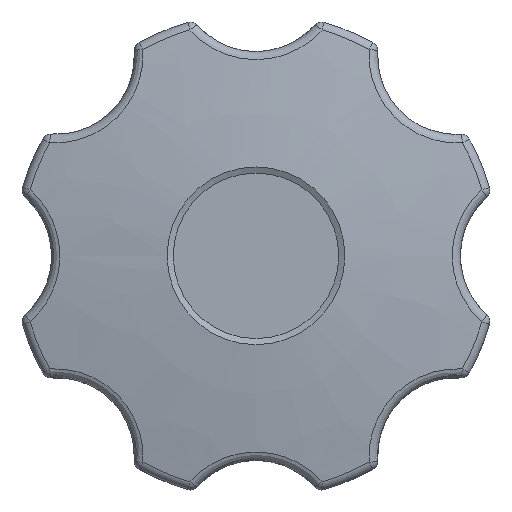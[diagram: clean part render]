
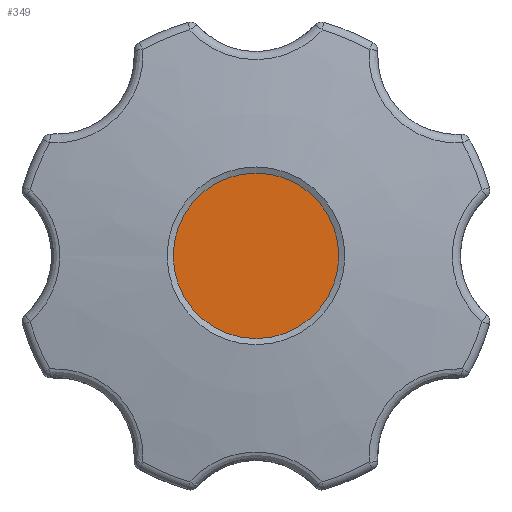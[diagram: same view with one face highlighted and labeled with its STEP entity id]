
A CAD part, top view. The second image highlights one B-rep face of the part: STEP entity #349.
In plain terms, the highlighted planar face has unit normal (0, 0, 1).
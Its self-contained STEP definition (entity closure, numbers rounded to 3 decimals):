
#349 = ADVANCED_FACE( '', ( #711 ), #712, .T. );
#711 = FACE_OUTER_BOUND( '', #2523, .T. );
#712 = PLANE( '', #2524 );
#2523 = EDGE_LOOP( '', ( #3340 ) );
#2524 = AXIS2_PLACEMENT_3D( '', #3341, #3342, #3343 );
#3340 = ORIENTED_EDGE( '', *, *, #3699, .T. );
#3341 = CARTESIAN_POINT( '', ( 0., 0., 16.5 ) );
#3342 = DIRECTION( '', ( 0., 0., 1. ) );
#3343 = DIRECTION( '', ( 1., 0., 0. ) );
#3699 = EDGE_CURVE( '', #4129, #4129, #4130, .T. );
#4129 = VERTEX_POINT( '', #5408 );
#4130 = CIRCLE( '', #5409, 4.25 );
#5408 = CARTESIAN_POINT( '', ( 4.25, 0., 16.5 ) );
#5409 = AXIS2_PLACEMENT_3D( '', #5922, #5923, #5924 );
#5922 = CARTESIAN_POINT( '', ( 0., 0., 16.5 ) );
#5923 = DIRECTION( '', ( 0., 0., 1. ) );
#5924 = DIRECTION( '', ( 1., 0., 0. ) );
